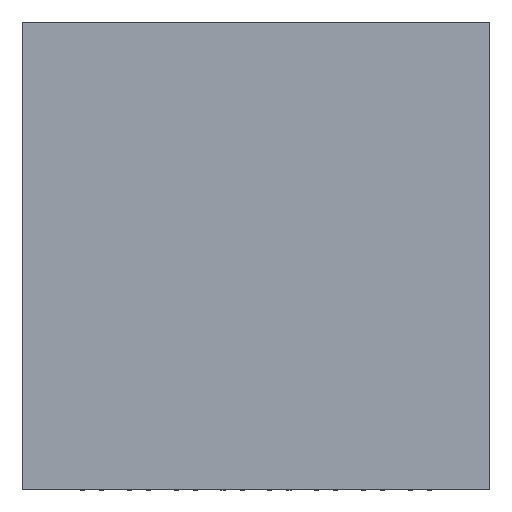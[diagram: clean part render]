
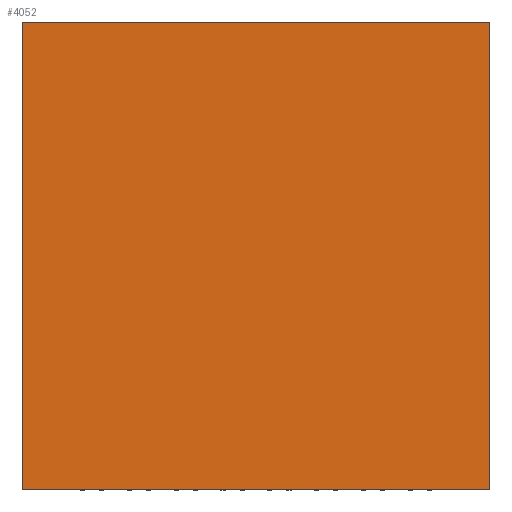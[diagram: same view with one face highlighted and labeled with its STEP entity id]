
A CAD part, top view. The second image highlights one B-rep face of the part: STEP entity #4052.
In plain terms, the highlighted face is planar.
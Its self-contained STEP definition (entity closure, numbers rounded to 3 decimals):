
#31=DIRECTION('',(0.,0.,1.));
#32=VECTOR('',#31,5.);
#33=CARTESIAN_POINT('',(-2.5,0.975,-2.5));
#34=LINE('',#33,#32);
#39=DIRECTION('',(-1.,0.,0.));
#40=VECTOR('',#39,5.);
#41=CARTESIAN_POINT('',(2.5,0.975,-2.5));
#42=LINE('',#41,#40);
#46=DIRECTION('',(0.,0.,-1.));
#47=VECTOR('',#46,5.);
#48=CARTESIAN_POINT('',(2.5,0.975,2.5));
#49=LINE('',#48,#47);
#53=DIRECTION('',(1.,0.,0.));
#54=VECTOR('',#53,5.);
#55=CARTESIAN_POINT('',(-2.5,0.975,2.5));
#56=LINE('',#55,#54);
#3409=CARTESIAN_POINT('',(-2.5,0.975,-2.5));
#3410=CARTESIAN_POINT('',(-2.5,0.975,2.5));
#3411=VERTEX_POINT('',#3409);
#3412=VERTEX_POINT('',#3410);
#3413=CARTESIAN_POINT('',(2.5,0.975,2.5));
#3414=VERTEX_POINT('',#3413);
#3415=CARTESIAN_POINT('',(2.5,0.975,-2.5));
#3416=VERTEX_POINT('',#3415);
#4037=CARTESIAN_POINT('',(0.,0.975,0.));
#4038=DIRECTION('',(0.,1.,0.));
#4039=DIRECTION('',(1.,0.,0.));
#4040=AXIS2_PLACEMENT_3D('',#4037,#4038,#4039);
#4041=PLANE('',#4040);
#4043=ORIENTED_EDGE('',*,*,#4042,.F.);
#4045=ORIENTED_EDGE('',*,*,#4044,.F.);
#4047=ORIENTED_EDGE('',*,*,#4046,.F.);
#4049=ORIENTED_EDGE('',*,*,#4048,.F.);
#4050=EDGE_LOOP('',(#4043,#4045,#4047,#4049));
#4051=FACE_OUTER_BOUND('',#4050,.F.);
#4052=ADVANCED_FACE('',(#4051),#4041,.T.);
#4042=EDGE_CURVE('',#3411,#3412,#34,.T.);
#4044=EDGE_CURVE('',#3416,#3411,#42,.T.);
#4046=EDGE_CURVE('',#3414,#3416,#49,.T.);
#4048=EDGE_CURVE('',#3412,#3414,#56,.T.);
